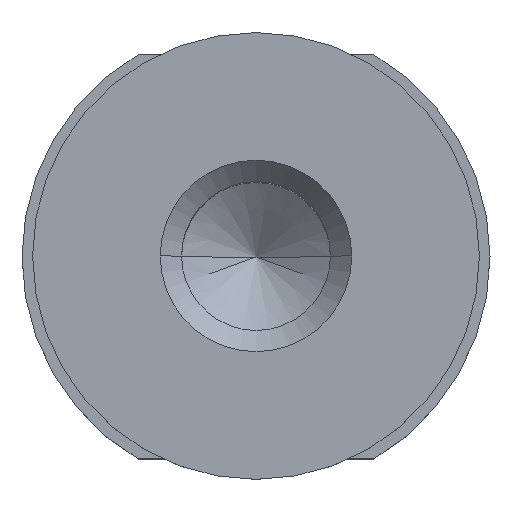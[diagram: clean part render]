
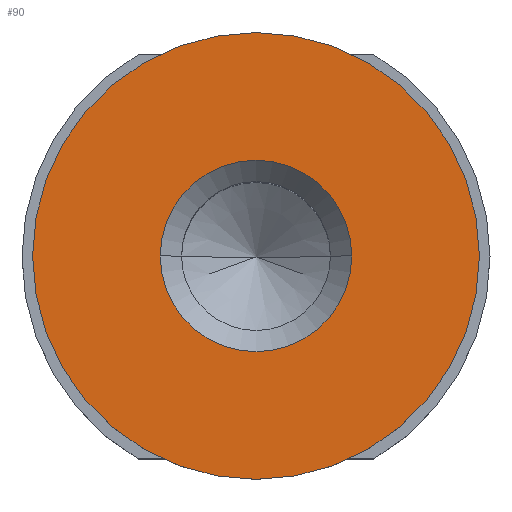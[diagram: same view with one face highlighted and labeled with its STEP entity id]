
A CAD part, top view. The second image highlights one B-rep face of the part: STEP entity #90.
In plain terms, the highlighted planar face has unit normal (0, 0, 1).
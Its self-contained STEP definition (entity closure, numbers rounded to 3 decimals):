
#40=PLANE('',#628);
#52=FACE_BOUND('',#166,.T.);
#53=FACE_BOUND('',#167,.T.);
#90=ADVANCED_FACE('',(#52,#53),#40,.F.);
#166=EDGE_LOOP('',(#272,#273));
#167=EDGE_LOOP('',(#274,#275));
#200=CIRCLE('',#614,4.5);
#205=CIRCLE('',#624,4.5);
#206=CIRCLE('',#626,10.5);
#207=CIRCLE('',#627,10.5);
#272=ORIENTED_EDGE('',*,*,#466,.F.);
#273=ORIENTED_EDGE('',*,*,#478,.F.);
#274=ORIENTED_EDGE('',*,*,#479,.F.);
#275=ORIENTED_EDGE('',*,*,#480,.F.);
#412=VERTEX_POINT('',#890);
#413=VERTEX_POINT('',#892);
#419=VERTEX_POINT('',#951);
#420=VERTEX_POINT('',#952);
#466=EDGE_CURVE('',#412,#413,#200,.T.);
#478=EDGE_CURVE('',#413,#412,#205,.T.);
#479=EDGE_CURVE('',#419,#420,#206,.T.);
#480=EDGE_CURVE('',#420,#419,#207,.T.);
#614=AXIS2_PLACEMENT_3D('',#891,#701,#702);
#624=AXIS2_PLACEMENT_3D('',#948,#726,#727);
#626=AXIS2_PLACEMENT_3D('',#950,#730,#731);
#627=AXIS2_PLACEMENT_3D('',#953,#732,#733);
#628=AXIS2_PLACEMENT_3D('',#954,#734,#735);
#701=DIRECTION('',(0.,0.,1.));
#702=DIRECTION('',(-1.,0.,0.));
#726=DIRECTION('',(0.,0.,1.));
#727=DIRECTION('',(1.,0.,0.));
#730=DIRECTION('',(0.,0.,-1.));
#731=DIRECTION('',(-1.,0.,0.));
#732=DIRECTION('',(0.,0.,-1.));
#733=DIRECTION('',(1.,0.,0.));
#734=DIRECTION('',(0.,0.,-1.));
#735=DIRECTION('',(1.,0.,0.));
#890=CARTESIAN_POINT('',(-2.45,0.,27.443));
#891=CARTESIAN_POINT('',(2.05,0.,27.443));
#892=CARTESIAN_POINT('',(6.55,0.,27.443));
#948=CARTESIAN_POINT('',(2.05,0.,27.443));
#950=CARTESIAN_POINT('',(2.05,0.,27.443));
#951=CARTESIAN_POINT('',(-8.45,0.,27.443));
#952=CARTESIAN_POINT('',(12.55,0.,27.443));
#953=CARTESIAN_POINT('',(2.05,0.,27.443));
#954=CARTESIAN_POINT('',(2.05,0.,27.443));
